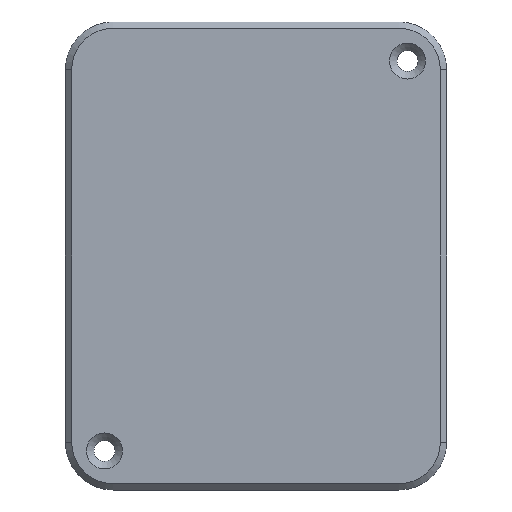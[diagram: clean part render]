
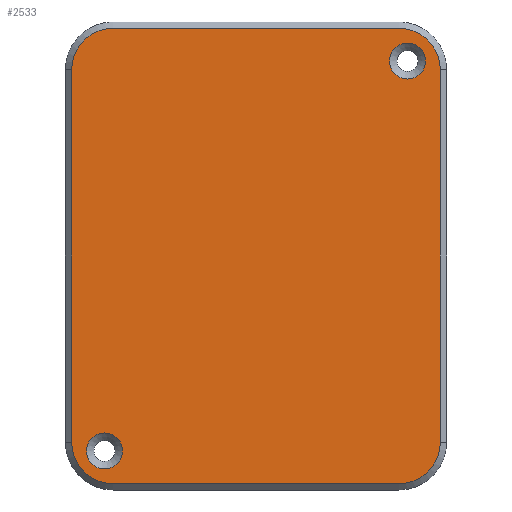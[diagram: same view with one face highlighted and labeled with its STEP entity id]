
A CAD part, front view. The second image highlights one B-rep face of the part: STEP entity #2533.
In plain terms, the highlighted planar face has unit normal (0, -1, 0).
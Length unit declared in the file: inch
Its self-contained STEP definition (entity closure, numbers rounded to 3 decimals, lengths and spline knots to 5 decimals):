
#15=FACE_BOUND('',#381,.T.);
#16=FACE_BOUND('',#382,.T.);
#113=PLANE('',#2799);
#234=FACE_OUTER_BOUND('',#380,.T.);
#380=EDGE_LOOP('',(#2120,#2121,#2122,#2123,#2124,#2125,#2126,#2127));
#381=EDGE_LOOP('',(#2128));
#382=EDGE_LOOP('',(#2129));
#611=LINE('',#4243,#857);
#612=LINE('',#4247,#858);
#613=LINE('',#4251,#859);
#614=LINE('',#4254,#860);
#857=VECTOR('',#3439,0.3937);
#858=VECTOR('',#3442,0.3937);
#859=VECTOR('',#3445,0.3937);
#860=VECTOR('',#3448,0.3937);
#1026=CIRCLE('',#2798,0.11417);
#1027=CIRCLE('',#2800,0.26378);
#1028=CIRCLE('',#2801,0.26378);
#1029=CIRCLE('',#2802,0.26378);
#1030=CIRCLE('',#2803,0.26378);
#1031=CIRCLE('',#2804,0.11417);
#1238=VERTEX_POINT('',#4235);
#1239=VERTEX_POINT('',#4239);
#1240=VERTEX_POINT('',#4240);
#1241=VERTEX_POINT('',#4242);
#1242=VERTEX_POINT('',#4244);
#1243=VERTEX_POINT('',#4246);
#1244=VERTEX_POINT('',#4248);
#1245=VERTEX_POINT('',#4250);
#1246=VERTEX_POINT('',#4252);
#1247=VERTEX_POINT('',#4255);
#1557=EDGE_CURVE('',#1238,#1238,#1026,.T.);
#1559=EDGE_CURVE('',#1239,#1240,#1027,.T.);
#1560=EDGE_CURVE('',#1241,#1239,#611,.T.);
#1561=EDGE_CURVE('',#1242,#1241,#1028,.T.);
#1562=EDGE_CURVE('',#1243,#1242,#612,.T.);
#1563=EDGE_CURVE('',#1244,#1243,#1029,.T.);
#1564=EDGE_CURVE('',#1245,#1244,#613,.T.);
#1565=EDGE_CURVE('',#1246,#1245,#1030,.T.);
#1566=EDGE_CURVE('',#1240,#1246,#614,.T.);
#1567=EDGE_CURVE('',#1247,#1247,#1031,.T.);
#2120=ORIENTED_EDGE('',*,*,#1559,.F.);
#2121=ORIENTED_EDGE('',*,*,#1560,.F.);
#2122=ORIENTED_EDGE('',*,*,#1561,.F.);
#2123=ORIENTED_EDGE('',*,*,#1562,.F.);
#2124=ORIENTED_EDGE('',*,*,#1563,.F.);
#2125=ORIENTED_EDGE('',*,*,#1564,.F.);
#2126=ORIENTED_EDGE('',*,*,#1565,.F.);
#2127=ORIENTED_EDGE('',*,*,#1566,.F.);
#2128=ORIENTED_EDGE('',*,*,#1567,.F.);
#2129=ORIENTED_EDGE('',*,*,#1557,.F.);
#2533=ADVANCED_FACE('',(#234,#15,#16),#113,.F.);
#2798=AXIS2_PLACEMENT_3D('',#4236,#3432,#3433);
#2799=AXIS2_PLACEMENT_3D('',#4238,#3435,#3436);
#2800=AXIS2_PLACEMENT_3D('',#4241,#3437,#3438);
#2801=AXIS2_PLACEMENT_3D('',#4245,#3440,#3441);
#2802=AXIS2_PLACEMENT_3D('',#4249,#3443,#3444);
#2803=AXIS2_PLACEMENT_3D('',#4253,#3446,#3447);
#2804=AXIS2_PLACEMENT_3D('',#4256,#3449,#3450);
#3432=DIRECTION('center_axis',(0.,-1.,0.));
#3433=DIRECTION('ref_axis',(-1.,0.,0.));
#3435=DIRECTION('center_axis',(0.,1.,0.));
#3436=DIRECTION('ref_axis',(0.,0.,1.));
#3437=DIRECTION('center_axis',(0.,1.,0.));
#3438=DIRECTION('ref_axis',(0.,0.,-1.));
#3439=DIRECTION('',(-1.,0.,0.));
#3440=DIRECTION('center_axis',(0.,1.,0.));
#3441=DIRECTION('ref_axis',(1.,0.,0.));
#3442=DIRECTION('',(0.,0.,-1.));
#3443=DIRECTION('center_axis',(0.,1.,0.));
#3444=DIRECTION('ref_axis',(0.,0.,1.));
#3445=DIRECTION('',(1.,0.,0.));
#3446=DIRECTION('center_axis',(0.,1.,0.));
#3447=DIRECTION('ref_axis',(-1.,0.,0.));
#3448=DIRECTION('',(0.,0.,1.));
#3449=DIRECTION('center_axis',(0.,-1.,0.));
#3450=DIRECTION('ref_axis',(-1.,0.,0.));
#4235=CARTESIAN_POINT('',(-0.84702,0.,-1.23678));
#4236=CARTESIAN_POINT('Origin',(-0.96119,0.,-1.23678));
#4238=CARTESIAN_POINT('Origin',(0.,0.,0.));
#4239=CARTESIAN_POINT('',(-0.90551,0.,-1.44488));
#4240=CARTESIAN_POINT('',(-1.16929,0.,-1.1811));
#4241=CARTESIAN_POINT('Origin',(-0.90551,0.,-1.1811));
#4242=CARTESIAN_POINT('',(0.90551,0.,-1.44488));
#4243=CARTESIAN_POINT('',(0.45276,0.,-1.44488));
#4244=CARTESIAN_POINT('',(1.16929,0.,-1.1811));
#4245=CARTESIAN_POINT('Origin',(0.90551,0.,-1.1811));
#4246=CARTESIAN_POINT('',(1.16929,0.,1.1811));
#4247=CARTESIAN_POINT('',(1.16929,0.,0.59055));
#4248=CARTESIAN_POINT('',(0.90551,0.,1.44488));
#4249=CARTESIAN_POINT('Origin',(0.90551,0.,1.1811));
#4250=CARTESIAN_POINT('',(-0.90551,0.,1.44488));
#4251=CARTESIAN_POINT('',(-0.45276,0.,1.44488));
#4252=CARTESIAN_POINT('',(-1.16929,0.,1.1811));
#4253=CARTESIAN_POINT('Origin',(-0.90551,0.,1.1811));
#4254=CARTESIAN_POINT('',(-1.16929,0.,-0.59055));
#4255=CARTESIAN_POINT('',(1.07536,0.,1.23678));
#4256=CARTESIAN_POINT('Origin',(0.96119,0.,1.23678));
